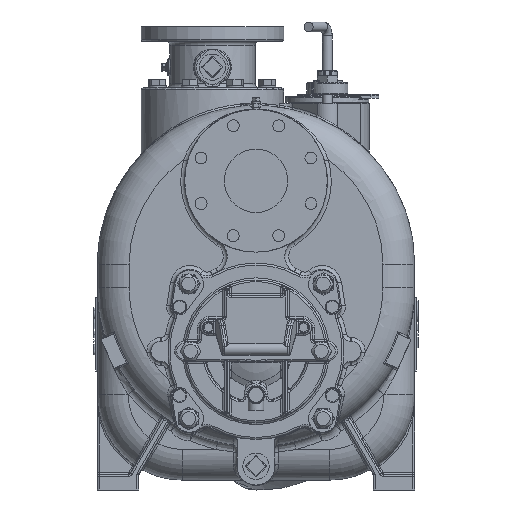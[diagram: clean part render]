
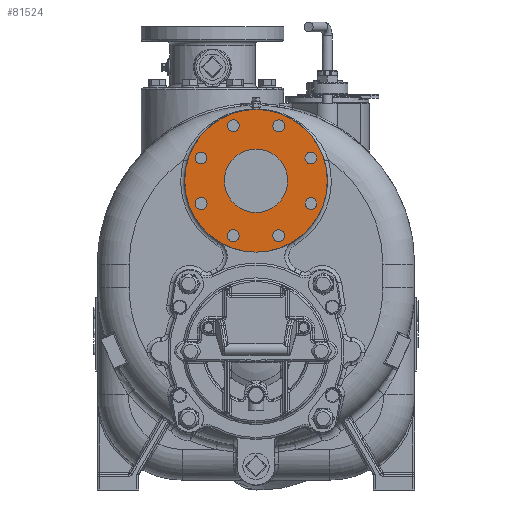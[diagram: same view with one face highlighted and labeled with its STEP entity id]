
A CAD part, front view. The second image highlights one B-rep face of the part: STEP entity #81524.
In plain terms, the highlighted planar face has unit normal (0, -1, 0).
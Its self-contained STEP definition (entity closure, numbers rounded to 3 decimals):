
#5036=CIRCLE('',#86488,50.8);
#5131=CIRCLE('',#86672,9.525);
#5132=CIRCLE('',#86673,9.525);
#5133=CIRCLE('',#86674,9.525);
#5134=CIRCLE('',#86675,9.525);
#5135=CIRCLE('',#86676,9.525);
#5136=CIRCLE('',#86677,9.525);
#5137=CIRCLE('',#86678,9.525);
#5138=CIRCLE('',#86679,9.525);
#5139=CIRCLE('',#86680,114.3);
#13084=ORIENTED_EDGE('',*,*,#26610,.F.);
#13085=ORIENTED_EDGE('',*,*,#26611,.F.);
#13086=ORIENTED_EDGE('',*,*,#26612,.F.);
#13087=ORIENTED_EDGE('',*,*,#26613,.F.);
#13088=ORIENTED_EDGE('',*,*,#26614,.F.);
#13089=ORIENTED_EDGE('',*,*,#26615,.F.);
#13090=ORIENTED_EDGE('',*,*,#26616,.F.);
#13091=ORIENTED_EDGE('',*,*,#26617,.F.);
#13092=ORIENTED_EDGE('',*,*,#26618,.T.);
#13093=ORIENTED_EDGE('',*,*,#26403,.F.);
#26403=EDGE_CURVE('',#33532,#33532,#5036,.T.);
#26610=EDGE_CURVE('',#33643,#33643,#5131,.T.);
#26611=EDGE_CURVE('',#33644,#33644,#5132,.T.);
#26612=EDGE_CURVE('',#33645,#33645,#5133,.T.);
#26613=EDGE_CURVE('',#33646,#33646,#5134,.T.);
#26614=EDGE_CURVE('',#33647,#33647,#5135,.T.);
#26615=EDGE_CURVE('',#33648,#33648,#5136,.T.);
#26616=EDGE_CURVE('',#33649,#33649,#5137,.T.);
#26617=EDGE_CURVE('',#33650,#33650,#5138,.T.);
#26618=EDGE_CURVE('',#33651,#33651,#5139,.T.);
#33532=VERTEX_POINT('',#118382);
#33643=VERTEX_POINT('',#119201);
#33644=VERTEX_POINT('',#119203);
#33645=VERTEX_POINT('',#119205);
#33646=VERTEX_POINT('',#119207);
#33647=VERTEX_POINT('',#119209);
#33648=VERTEX_POINT('',#119211);
#33649=VERTEX_POINT('',#119213);
#33650=VERTEX_POINT('',#119215);
#33651=VERTEX_POINT('',#119217);
#46354=EDGE_LOOP('',(#13084));
#46355=EDGE_LOOP('',(#13085));
#46356=EDGE_LOOP('',(#13086));
#46357=EDGE_LOOP('',(#13087));
#46358=EDGE_LOOP('',(#13088));
#46359=EDGE_LOOP('',(#13089));
#46360=EDGE_LOOP('',(#13090));
#46361=EDGE_LOOP('',(#13091));
#46362=EDGE_LOOP('',(#13092));
#46363=EDGE_LOOP('',(#13093));
#50528=FACE_BOUND('',#46354,.T.);
#50529=FACE_BOUND('',#46355,.T.);
#50530=FACE_BOUND('',#46356,.T.);
#50531=FACE_BOUND('',#46357,.T.);
#50532=FACE_BOUND('',#46358,.T.);
#50533=FACE_BOUND('',#46359,.T.);
#50534=FACE_BOUND('',#46360,.T.);
#50535=FACE_BOUND('',#46361,.T.);
#50536=FACE_BOUND('',#46362,.T.);
#50537=FACE_BOUND('',#46363,.T.);
#53620=PLANE('',#86671);
#81524=ADVANCED_FACE('',(#50528,#50529,#50530,#50531,#50532,#50533,#50534,
#50535,#50536,#50537),#53620,.T.);
#86488=AXIS2_PLACEMENT_3D('',#118381,#96975,#96976);
#86671=AXIS2_PLACEMENT_3D('',#119199,#97419,#97420);
#86672=AXIS2_PLACEMENT_3D('',#119200,#97421,#97422);
#86673=AXIS2_PLACEMENT_3D('',#119202,#97423,#97424);
#86674=AXIS2_PLACEMENT_3D('',#119204,#97425,#97426);
#86675=AXIS2_PLACEMENT_3D('',#119206,#97427,#97428);
#86676=AXIS2_PLACEMENT_3D('',#119208,#97429,#97430);
#86677=AXIS2_PLACEMENT_3D('',#119210,#97431,#97432);
#86678=AXIS2_PLACEMENT_3D('',#119212,#97433,#97434);
#86679=AXIS2_PLACEMENT_3D('',#119214,#97435,#97436);
#86680=AXIS2_PLACEMENT_3D('',#119216,#97437,#97438);
#96975=DIRECTION('',(0.,-1.,0.));
#96976=DIRECTION('',(0.,0.,1.));
#97419=DIRECTION('',(0.,-1.,0.));
#97420=DIRECTION('',(0.,0.,1.));
#97421=DIRECTION('',(0.,-1.,0.));
#97422=DIRECTION('',(-0.707,0.,0.707));
#97423=DIRECTION('',(0.,-1.,0.));
#97424=DIRECTION('',(-1.,0.,0.));
#97425=DIRECTION('',(0.,-1.,0.));
#97426=DIRECTION('',(-0.707,0.,-0.707));
#97427=DIRECTION('',(0.,-1.,0.));
#97428=DIRECTION('',(0.,0.,-1.));
#97429=DIRECTION('',(0.,-1.,0.));
#97430=DIRECTION('',(0.707,0.,-0.707));
#97431=DIRECTION('',(0.,-1.,0.));
#97432=DIRECTION('',(1.,0.,0.));
#97433=DIRECTION('',(0.,-1.,0.));
#97434=DIRECTION('',(0.707,0.,0.707));
#97435=DIRECTION('',(0.,-1.,0.));
#97436=DIRECTION('',(0.,0.,1.));
#97437=DIRECTION('',(0.,-1.,0.));
#97438=DIRECTION('',(0.,0.,1.));
#118381=CARTESIAN_POINT('',(0.,-317.246,273.05));
#118382=CARTESIAN_POINT('',(0.,-317.246,323.85));
#119199=CARTESIAN_POINT('',(0.,-317.246,323.85));
#119200=CARTESIAN_POINT('',(-88.,-317.246,309.501));
#119201=CARTESIAN_POINT('',(-94.735,-317.246,316.236));
#119202=CARTESIAN_POINT('',(-88.,-317.246,236.599));
#119203=CARTESIAN_POINT('',(-97.525,-317.246,236.599));
#119204=CARTESIAN_POINT('',(-36.451,-317.246,185.05));
#119205=CARTESIAN_POINT('',(-43.186,-317.246,178.315));
#119206=CARTESIAN_POINT('',(36.451,-317.246,185.05));
#119207=CARTESIAN_POINT('',(36.451,-317.246,175.525));
#119208=CARTESIAN_POINT('',(88.,-317.246,236.599));
#119209=CARTESIAN_POINT('',(94.735,-317.246,229.864));
#119210=CARTESIAN_POINT('',(88.,-317.246,309.501));
#119211=CARTESIAN_POINT('',(97.525,-317.246,309.501));
#119212=CARTESIAN_POINT('',(36.451,-317.246,361.05));
#119213=CARTESIAN_POINT('',(43.186,-317.246,367.785));
#119214=CARTESIAN_POINT('',(-36.451,-317.246,361.05));
#119215=CARTESIAN_POINT('',(-36.451,-317.246,370.575));
#119216=CARTESIAN_POINT('',(0.,-317.246,273.05));
#119217=CARTESIAN_POINT('',(0.,-317.246,387.35));
